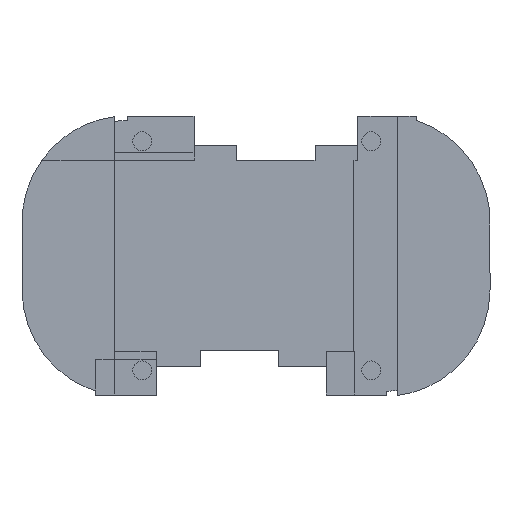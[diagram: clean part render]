
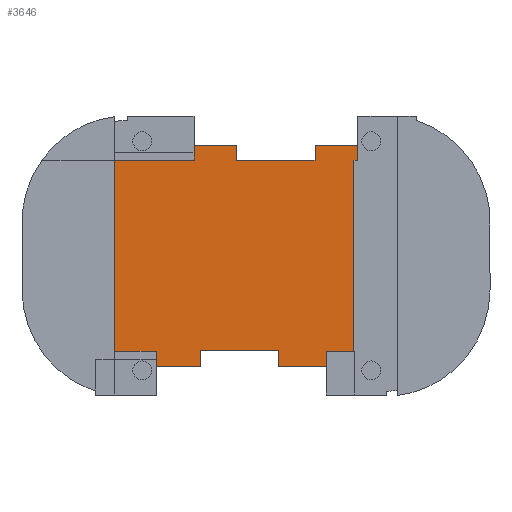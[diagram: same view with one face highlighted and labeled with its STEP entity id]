
A CAD part, left-side view. The second image highlights one B-rep face of the part: STEP entity #3646.
In plain terms, the highlighted planar face has unit normal (-1, 0, 0).
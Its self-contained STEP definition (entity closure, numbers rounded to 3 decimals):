
#207=FACE_OUTER_BOUND('',#401,.T.);
#401=EDGE_LOOP('',(#2819,#2820,#2821,#2822,#2823,#2824,#2825,#2826,#2827,
#2828,#2829,#2830,#2831,#2832,#2833,#2834,#2835,#2836,#2837,#2838,#2839));
#754=LINE('',#5422,#1222);
#772=LINE('',#5487,#1240);
#783=LINE('',#5508,#1251);
#784=LINE('',#5511,#1252);
#785=LINE('',#5513,#1253);
#786=LINE('',#5515,#1254);
#787=LINE('',#5517,#1255);
#788=LINE('',#5518,#1256);
#789=LINE('',#5520,#1257);
#790=LINE('',#5522,#1258);
#791=LINE('',#5524,#1259);
#792=LINE('',#5526,#1260);
#793=LINE('',#5528,#1261);
#794=LINE('',#5530,#1262);
#795=LINE('',#5532,#1263);
#796=LINE('',#5534,#1264);
#797=LINE('',#5536,#1265);
#798=LINE('',#5538,#1266);
#799=LINE('',#5540,#1267);
#800=LINE('',#5542,#1268);
#801=LINE('',#5543,#1269);
#1222=VECTOR('',#4402,10.);
#1240=VECTOR('',#4446,10.);
#1251=VECTOR('',#4459,10.);
#1252=VECTOR('',#4462,10.);
#1253=VECTOR('',#4463,10.);
#1254=VECTOR('',#4464,10.);
#1255=VECTOR('',#4465,10.);
#1256=VECTOR('',#4466,10.);
#1257=VECTOR('',#4467,10.);
#1258=VECTOR('',#4468,10.);
#1259=VECTOR('',#4469,10.);
#1260=VECTOR('',#4470,10.);
#1261=VECTOR('',#4471,10.);
#1262=VECTOR('',#4472,10.);
#1263=VECTOR('',#4473,10.);
#1264=VECTOR('',#4474,10.);
#1265=VECTOR('',#4475,10.);
#1266=VECTOR('',#4476,10.);
#1267=VECTOR('',#4477,10.);
#1268=VECTOR('',#4478,10.);
#1269=VECTOR('',#4479,10.);
#1612=VERTEX_POINT('',#5419);
#1613=VERTEX_POINT('',#5421);
#1633=VERTEX_POINT('',#5483);
#1635=VERTEX_POINT('',#5486);
#1644=VERTEX_POINT('',#5506);
#1645=VERTEX_POINT('',#5510);
#1646=VERTEX_POINT('',#5512);
#1647=VERTEX_POINT('',#5514);
#1648=VERTEX_POINT('',#5516);
#1649=VERTEX_POINT('',#5519);
#1650=VERTEX_POINT('',#5521);
#1651=VERTEX_POINT('',#5523);
#1652=VERTEX_POINT('',#5525);
#1653=VERTEX_POINT('',#5527);
#1654=VERTEX_POINT('',#5529);
#1655=VERTEX_POINT('',#5531);
#1656=VERTEX_POINT('',#5533);
#1657=VERTEX_POINT('',#5535);
#1658=VERTEX_POINT('',#5537);
#1659=VERTEX_POINT('',#5539);
#1660=VERTEX_POINT('',#5541);
#2041=EDGE_CURVE('',#1612,#1613,#754,.T.);
#2068=EDGE_CURVE('',#1635,#1633,#772,.T.);
#2079=EDGE_CURVE('',#1644,#1633,#783,.T.);
#2080=EDGE_CURVE('',#1644,#1645,#784,.T.);
#2081=EDGE_CURVE('',#1645,#1646,#785,.T.);
#2082=EDGE_CURVE('',#1646,#1647,#786,.T.);
#2083=EDGE_CURVE('',#1647,#1648,#787,.T.);
#2084=EDGE_CURVE('',#1613,#1648,#788,.T.);
#2085=EDGE_CURVE('',#1649,#1612,#789,.T.);
#2086=EDGE_CURVE('',#1650,#1649,#790,.T.);
#2087=EDGE_CURVE('',#1651,#1650,#791,.T.);
#2088=EDGE_CURVE('',#1651,#1652,#792,.T.);
#2089=EDGE_CURVE('',#1652,#1653,#793,.T.);
#2090=EDGE_CURVE('',#1653,#1654,#794,.T.);
#2091=EDGE_CURVE('',#1655,#1654,#795,.T.);
#2092=EDGE_CURVE('',#1656,#1655,#796,.T.);
#2093=EDGE_CURVE('',#1657,#1656,#797,.T.);
#2094=EDGE_CURVE('',#1658,#1657,#798,.T.);
#2095=EDGE_CURVE('',#1658,#1659,#799,.T.);
#2096=EDGE_CURVE('',#1659,#1660,#800,.T.);
#2097=EDGE_CURVE('',#1660,#1635,#801,.T.);
#2819=ORIENTED_EDGE('',*,*,#2079,.F.);
#2820=ORIENTED_EDGE('',*,*,#2080,.T.);
#2821=ORIENTED_EDGE('',*,*,#2081,.T.);
#2822=ORIENTED_EDGE('',*,*,#2082,.T.);
#2823=ORIENTED_EDGE('',*,*,#2083,.T.);
#2824=ORIENTED_EDGE('',*,*,#2084,.F.);
#2825=ORIENTED_EDGE('',*,*,#2041,.F.);
#2826=ORIENTED_EDGE('',*,*,#2085,.F.);
#2827=ORIENTED_EDGE('',*,*,#2086,.F.);
#2828=ORIENTED_EDGE('',*,*,#2087,.F.);
#2829=ORIENTED_EDGE('',*,*,#2088,.T.);
#2830=ORIENTED_EDGE('',*,*,#2089,.T.);
#2831=ORIENTED_EDGE('',*,*,#2090,.T.);
#2832=ORIENTED_EDGE('',*,*,#2091,.F.);
#2833=ORIENTED_EDGE('',*,*,#2092,.F.);
#2834=ORIENTED_EDGE('',*,*,#2093,.F.);
#2835=ORIENTED_EDGE('',*,*,#2094,.F.);
#2836=ORIENTED_EDGE('',*,*,#2095,.T.);
#2837=ORIENTED_EDGE('',*,*,#2096,.T.);
#2838=ORIENTED_EDGE('',*,*,#2097,.T.);
#2839=ORIENTED_EDGE('',*,*,#2068,.T.);
#3476=PLANE('',#3849);
#3646=ADVANCED_FACE('',(#207),#3476,.F.);
#3849=AXIS2_PLACEMENT_3D('',#5509,#4460,#4461);
#4402=DIRECTION('',(0.,0.,1.));
#4446=DIRECTION('',(0.,0.,-1.));
#4459=DIRECTION('',(0.,-1.,0.));
#4460=DIRECTION('center_axis',(1.,0.,0.));
#4461=DIRECTION('ref_axis',(0.,0.,-1.));
#4462=DIRECTION('',(0.,0.,1.));
#4463=DIRECTION('',(0.,1.,0.));
#4464=DIRECTION('',(0.,0.,-1.));
#4465=DIRECTION('',(0.,0.,-1.));
#4466=DIRECTION('',(0.,-1.,0.));
#4467=DIRECTION('',(0.,1.,0.));
#4468=DIRECTION('',(0.,0.,1.));
#4469=DIRECTION('',(0.,1.,0.));
#4470=DIRECTION('',(0.,0.,1.));
#4471=DIRECTION('',(0.,-1.,0.));
#4472=DIRECTION('',(0.,0.,-1.));
#4473=DIRECTION('',(0.,1.,0.));
#4474=DIRECTION('',(0.,0.,-1.));
#4475=DIRECTION('',(0.,1.,0.));
#4476=DIRECTION('',(0.,0.,-1.));
#4477=DIRECTION('',(0.,-1.,0.));
#4478=DIRECTION('',(0.,0.,1.));
#4479=DIRECTION('',(0.,1.,0.));
#5419=CARTESIAN_POINT('',(11.41,24.127,-16.588));
#5421=CARTESIAN_POINT('',(11.41,24.127,-3.888));
#5422=CARTESIAN_POINT('',(11.41,24.127,-13.413));
#5483=CARTESIAN_POINT('',(11.41,8.763,-3.888));
#5486=CARTESIAN_POINT('',(11.41,8.763,-2.888));
#5487=CARTESIAN_POINT('',(11.41,8.763,-3.388));
#5506=CARTESIAN_POINT('',(11.41,13.963,-3.888));
#5508=CARTESIAN_POINT('',(11.41,13.5,-3.888));
#5509=CARTESIAN_POINT('Origin',(11.41,13.037,-16.75));
#5510=CARTESIAN_POINT('',(11.41,13.963,-2.888));
#5511=CARTESIAN_POINT('',(11.41,13.963,-3.388));
#5512=CARTESIAN_POINT('',(11.41,16.8,-2.888));
#5513=CARTESIAN_POINT('',(11.41,5.708,-2.888));
#5514=CARTESIAN_POINT('',(11.41,16.8,-3.392));
#5515=CARTESIAN_POINT('',(11.41,16.8,-2.844));
#5516=CARTESIAN_POINT('',(11.41,16.8,-3.888));
#5517=CARTESIAN_POINT('',(11.41,16.8,-2.844));
#5518=CARTESIAN_POINT('',(11.41,4.657,-3.888));
#5519=CARTESIAN_POINT('',(11.41,19.3,-16.588));
#5520=CARTESIAN_POINT('',(11.41,3.187,-16.588));
#5521=CARTESIAN_POINT('',(11.41,19.3,-17.588));
#5522=CARTESIAN_POINT('',(11.41,19.3,-17.588));
#5523=CARTESIAN_POINT('',(11.41,16.401,-17.588));
#5524=CARTESIAN_POINT('',(11.41,16.168,-17.588));
#5525=CARTESIAN_POINT('',(11.41,16.401,-16.511));
#5526=CARTESIAN_POINT('',(11.41,16.401,-17.169));
#5527=CARTESIAN_POINT('',(11.41,11.201,-16.511));
#5528=CARTESIAN_POINT('',(11.41,9.794,-16.511));
#5529=CARTESIAN_POINT('',(11.41,11.201,-17.588));
#5530=CARTESIAN_POINT('',(11.41,11.201,-17.169));
#5531=CARTESIAN_POINT('',(11.41,8.,-17.588));
#5532=CARTESIAN_POINT('',(11.41,16.168,-17.588));
#5533=CARTESIAN_POINT('',(11.41,8.,-16.588));
#5534=CARTESIAN_POINT('',(11.41,8.,-17.588));
#5535=CARTESIAN_POINT('',(11.41,6.187,-16.588));
#5536=CARTESIAN_POINT('',(11.41,3.187,-16.588));
#5537=CARTESIAN_POINT('',(11.41,6.187,-3.888));
#5538=CARTESIAN_POINT('',(11.41,6.187,-10.238));
#5539=CARTESIAN_POINT('',(11.41,5.927,-3.888));
#5540=CARTESIAN_POINT('',(11.41,9.582,-3.888));
#5541=CARTESIAN_POINT('',(11.41,5.927,-2.888));
#5542=CARTESIAN_POINT('',(11.41,5.927,-8.694));
#5543=CARTESIAN_POINT('',(11.41,5.708,-2.888));
